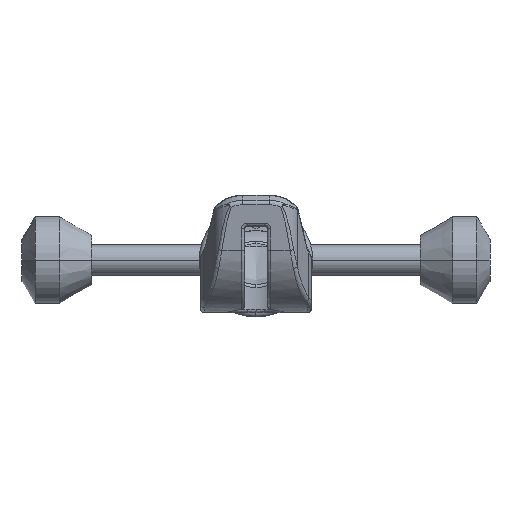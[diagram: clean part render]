
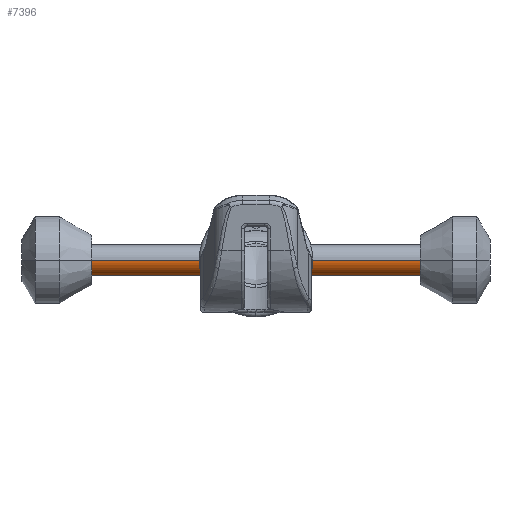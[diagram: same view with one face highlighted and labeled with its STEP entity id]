
A CAD part, left-side view. The second image highlights one B-rep face of the part: STEP entity #7396.
In plain terms, the highlighted cylindrical face has radius 7 mm (diameter 14 mm), a partial arc.
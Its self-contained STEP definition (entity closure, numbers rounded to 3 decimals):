
#7138=CARTESIAN_POINT('',(75.,0.,0.));
#7139=DIRECTION('',(-1.,0.,0.));
#7140=DIRECTION('',(0.,1.,0.));
#7141=AXIS2_PLACEMENT_3D('',#7138,#7139,#7140);
#7143=DIRECTION('',(-1.,0.,0.));
#7144=VECTOR('',#7143,150.);
#7145=CARTESIAN_POINT('',(75.,7.,0.));
#7146=LINE('',#7145,#7144);
#7152=DIRECTION('',(-1.,0.,0.));
#7153=VECTOR('',#7152,150.);
#7154=CARTESIAN_POINT('',(75.,-7.,0.));
#7155=LINE('',#7154,#7153);
#7161=CARTESIAN_POINT('',(-75.,0.,0.));
#7162=DIRECTION('',(-1.,0.,0.));
#7163=DIRECTION('',(0.,1.,0.));
#7164=AXIS2_PLACEMENT_3D('',#7161,#7162,#7163);
#7238=CARTESIAN_POINT('',(75.,7.,0.));
#7239=CARTESIAN_POINT('',(-75.,7.,0.));
#7240=VERTEX_POINT('',#7238);
#7241=VERTEX_POINT('',#7239);
#7258=CARTESIAN_POINT('',(75.,-7.,0.));
#7259=CARTESIAN_POINT('',(-75.,-7.,0.));
#7260=VERTEX_POINT('',#7258);
#7261=VERTEX_POINT('',#7259);
#7382=CARTESIAN_POINT('',(117.935,0.,0.));
#7383=DIRECTION('',(-1.,0.,0.));
#7384=DIRECTION('',(0.,1.,0.));
#7385=AXIS2_PLACEMENT_3D('',#7382,#7383,#7384);
#7386=CYLINDRICAL_SURFACE('',#7385,7.);
#7388=ORIENTED_EDGE('',*,*,#7387,.T.);
#7390=ORIENTED_EDGE('',*,*,#7389,.T.);
#7392=ORIENTED_EDGE('',*,*,#7391,.F.);
#7393=ORIENTED_EDGE('',*,*,#7375,.F.);
#7394=EDGE_LOOP('',(#7388,#7390,#7392,#7393));
#7395=FACE_OUTER_BOUND('',#7394,.F.);
#7396=ADVANCED_FACE('',(#7395),#7386,.T.);
#7142=CIRCLE('',#7141,7.);
#7165=CIRCLE('',#7164,7.);
#7375=EDGE_CURVE('',#7240,#7260,#7142,.T.);
#7387=EDGE_CURVE('',#7240,#7241,#7146,.T.);
#7389=EDGE_CURVE('',#7241,#7261,#7165,.T.);
#7391=EDGE_CURVE('',#7260,#7261,#7155,.T.);
